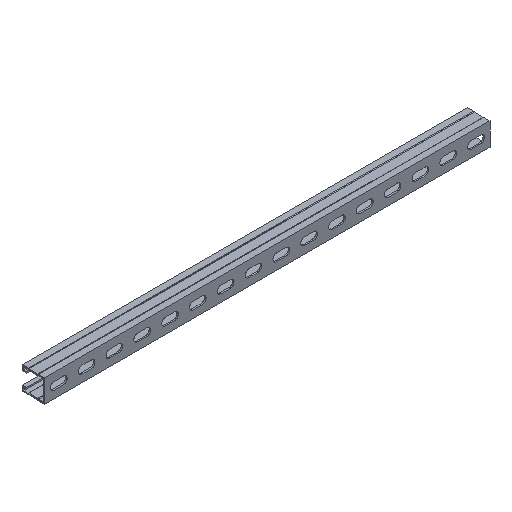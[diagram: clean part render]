
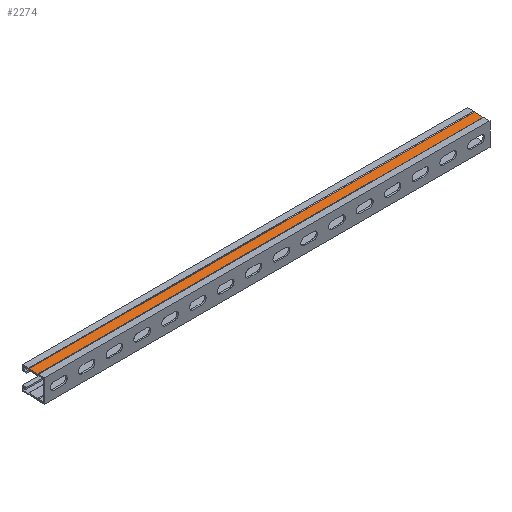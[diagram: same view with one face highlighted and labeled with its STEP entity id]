
A CAD part, isometric view. The second image highlights one B-rep face of the part: STEP entity #2274.
In plain terms, the highlighted planar face has unit normal (0, 0, 1).
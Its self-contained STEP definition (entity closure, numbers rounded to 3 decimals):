
#289=FACE_OUTER_BOUND('',#427,.T.);
#427=EDGE_LOOP('',(#1910,#1911,#1912,#1913));
#641=LINE('',#3731,#857);
#642=LINE('',#3734,#858);
#643=LINE('',#3736,#859);
#644=LINE('',#3737,#860);
#857=VECTOR('',#3097,10.);
#858=VECTOR('',#3100,10.);
#859=VECTOR('',#3101,10.);
#860=VECTOR('',#3102,10.);
#1068=VERTEX_POINT('',#3727);
#1069=VERTEX_POINT('',#3729);
#1070=VERTEX_POINT('',#3733);
#1071=VERTEX_POINT('',#3735);
#1373=EDGE_CURVE('',#1068,#1069,#641,.T.);
#1374=EDGE_CURVE('',#1070,#1068,#642,.T.);
#1375=EDGE_CURVE('',#1071,#1069,#643,.T.);
#1376=EDGE_CURVE('',#1070,#1071,#644,.T.);
#1910=ORIENTED_EDGE('',*,*,#1374,.T.);
#1911=ORIENTED_EDGE('',*,*,#1373,.T.);
#1912=ORIENTED_EDGE('',*,*,#1375,.F.);
#1913=ORIENTED_EDGE('',*,*,#1376,.F.);
#2063=PLANE('',#2495);
#2274=ADVANCED_FACE('',(#289),#2063,.T.);
#2495=AXIS2_PLACEMENT_3D('',#3732,#3098,#3099);
#3097=DIRECTION('',(1.,0.,0.));
#3098=DIRECTION('center_axis',(0.,0.,1.));
#3099=DIRECTION('ref_axis',(0.,-1.,0.));
#3100=DIRECTION('',(0.,-1.,0.));
#3101=DIRECTION('',(0.,-1.,0.));
#3102=DIRECTION('',(1.,0.,0.));
#3727=CARTESIAN_POINT('',(0.,-8.002,20.15));
#3729=CARTESIAN_POINT('',(800.,-8.002,20.15));
#3731=CARTESIAN_POINT('',(0.,-8.002,20.15));
#3732=CARTESIAN_POINT('Origin',(0.,8.002,20.15));
#3733=CARTESIAN_POINT('',(0.,8.002,20.15));
#3734=CARTESIAN_POINT('',(0.,8.002,20.15));
#3735=CARTESIAN_POINT('',(800.,8.002,20.15));
#3736=CARTESIAN_POINT('',(800.,8.002,20.15));
#3737=CARTESIAN_POINT('',(0.,8.002,20.15));
